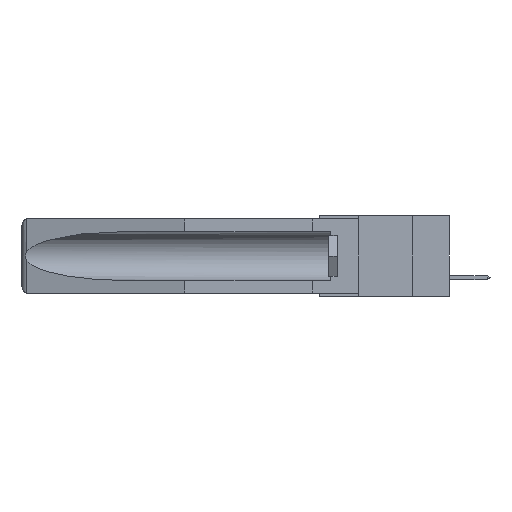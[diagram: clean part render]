
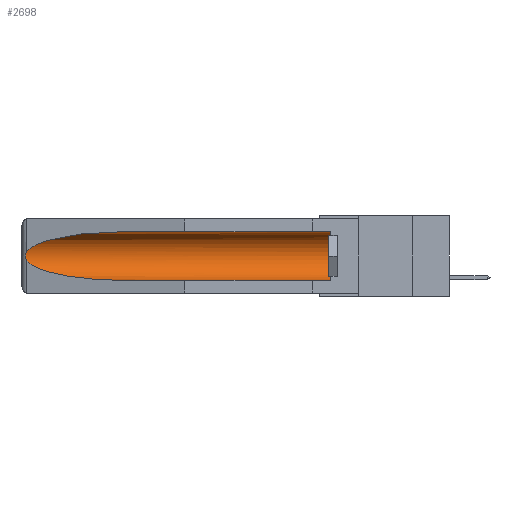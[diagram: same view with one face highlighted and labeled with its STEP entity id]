
A CAD part, left-side view. The second image highlights one B-rep face of the part: STEP entity #2698.
In plain terms, the highlighted cylindrical face has radius 2.857 mm (diameter 5.715 mm), a partial arc.
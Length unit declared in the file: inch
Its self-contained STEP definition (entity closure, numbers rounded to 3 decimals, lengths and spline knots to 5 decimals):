
#59 = CARTESIAN_POINT ( 'NONE',  ( 0.25451, 1.48313, -0.24835 ) ) ;
#73 = LINE ( 'NONE', #8865, #6178 ) ;
#223 = CARTESIAN_POINT ( 'NONE',  ( 0.26537, 1.52718, -0.19328 ) ) ;
#798 = B_SPLINE_CURVE_WITH_KNOTS ( 'NONE', 3,
 ( #7193, #16638, #20213, #14693, #11013, #15013, #1984, #12834, #9089, #5316 ),
 .UNSPECIFIED., .F., .F.,
 ( 4, 2, 2, 2, 4 ),
 ( 0., 0.00029, 0.00058, 0.00087, 0.00117 ),
 .UNSPECIFIED. ) ;
#1984 = CARTESIAN_POINT ( 'NONE',  ( 0.2673, 1.53269, -0.17917 ) ) ;
#2169 = CARTESIAN_POINT ( 'NONE',  ( 0.155, 0.126, -0.284 ) ) ;
#2604 = ORIENTED_EDGE ( 'NONE', *, *, #19078, .T. ) ;
#2698 = ADVANCED_FACE ( 'NONE', ( #21188 ), #4540, .F. ) ;
#3089 = VERTEX_POINT ( 'NONE', #15193 ) ;
#3189 = VERTEX_POINT ( 'NONE', #19719 ) ;
#3957 = CARTESIAN_POINT ( 'NONE',  ( 0.21114, 1.30732, -0.284 ) ) ;
#4540 = CYLINDRICAL_SURFACE ( 'NONE', #19394, 0.1125 ) ;
#5296 = CIRCLE ( 'NONE', #14091, 0.1125 ) ;
#5316 = CARTESIAN_POINT ( 'NONE',  ( 0.26537, 1.52718, -0.19328 ) ) ;
#5506 = CARTESIAN_POINT ( 'NONE',  ( 0.155, 1.07973, -0.284 ) ) ;
#5841 = EDGE_CURVE ( 'NONE', #3089, #23791, #16625, .T. ) ;
#6107 = CARTESIAN_POINT ( 'NONE',  ( 0.155, 1.07973, -0.059 ) ) ;
#6178 = VECTOR ( 'NONE', #23738, 39.37008 ) ;
#6242 = DIRECTION ( 'NONE',  ( 0., -1., 0. ) ) ;
#6776 = VERTEX_POINT ( 'NONE', #2169 ) ;
#7193 = CARTESIAN_POINT ( 'NONE',  ( 0.26537, 1.52718, -0.14972 ) ) ;
#7679 = EDGE_CURVE ( 'NONE', #13030, #20220, #11543, .T. ) ;
#8012 = ORIENTED_EDGE ( 'NONE', *, *, #18891, .F. ) ;
#8140 = CARTESIAN_POINT ( 'NONE',  ( 0.21114, 1.30732, -0.059 ) ) ;
#8844 = CARTESIAN_POINT ( 'NONE',  ( 0.26537, 1.52718, -0.14972 ) ) ;
#8865 = CARTESIAN_POINT ( 'NONE',  ( 0.155, -0.30754, -0.059 ) ) ;
#9089 = CARTESIAN_POINT ( 'NONE',  ( 0.26597, 1.5296, -0.19026 ) ) ;
#9468 = ORIENTED_EDGE ( 'NONE', *, *, #7679, .T. ) ;
#10281 = EDGE_LOOP ( 'NONE', ( #21168, #2604, #9468, #8012, #11280, #15887 ) ) ;
#10466 = DIRECTION ( 'NONE',  ( 0., 1., 0. ) ) ;
#10689 = DIRECTION ( 'NONE',  ( 0., 0., 1. ) ) ;
#11013 = CARTESIAN_POINT ( 'NONE',  ( 0.2675, 1.53308, -0.16763 ) ) ;
#11280 = ORIENTED_EDGE ( 'NONE', *, *, #20868, .T. ) ;
#11543 =( BOUNDED_CURVE ( )  B_SPLINE_CURVE ( 3, ( #223, #59, #3957, #5506 ),
 .UNSPECIFIED., .F., .T. ) 
 B_SPLINE_CURVE_WITH_KNOTS ( ( 4, 4 ),
 ( 0.1948, 1.5708 ),
 .UNSPECIFIED. ) 
 CURVE ( )  GEOMETRIC_REPRESENTATION_ITEM ( )  RATIONAL_B_SPLINE_CURVE ( ( 1., 0.848, 0.848, 1. ) ) 
 REPRESENTATION_ITEM ( '' )  );
#11916 = CARTESIAN_POINT ( 'NONE',  ( 0.155, -0.30754, -0.1715 ) ) ;
#11968 = DIRECTION ( 'NONE',  ( 0., 0., 1. ) ) ;
#12834 = CARTESIAN_POINT ( 'NONE',  ( 0.26655, 1.53094, -0.18657 ) ) ;
#13030 = VERTEX_POINT ( 'NONE', #13039 ) ;
#13039 = CARTESIAN_POINT ( 'NONE',  ( 0.26537, 1.52718, -0.19328 ) ) ;
#13714 = CARTESIAN_POINT ( 'NONE',  ( 0.25451, 1.48313, -0.09465 ) ) ;
#14091 = AXIS2_PLACEMENT_3D ( 'NONE', #23004, #6242, #11968 ) ;
#14693 = CARTESIAN_POINT ( 'NONE',  ( 0.2673, 1.5327, -0.16383 ) ) ;
#14779 = CARTESIAN_POINT ( 'NONE',  ( 0.155, 1.07973, -0.284 ) ) ;
#15013 = CARTESIAN_POINT ( 'NONE',  ( 0.2675, 1.53308, -0.17534 ) ) ;
#15193 = CARTESIAN_POINT ( 'NONE',  ( 0.155, 1.07973, -0.059 ) ) ;
#15887 = ORIENTED_EDGE ( 'NONE', *, *, #22837, .T. ) ;
#16625 =( BOUNDED_CURVE ( )  B_SPLINE_CURVE ( 3, ( #6107, #8140, #13714, #23010 ),
 .UNSPECIFIED., .F., .F. ) 
 B_SPLINE_CURVE_WITH_KNOTS ( ( 4, 4 ),
 ( 4.71239, 6.08839 ),
 .UNSPECIFIED. ) 
 CURVE ( )  GEOMETRIC_REPRESENTATION_ITEM ( )  RATIONAL_B_SPLINE_CURVE ( ( 1., 0.848, 0.848, 1. ) ) 
 REPRESENTATION_ITEM ( '' )  );
#16638 = CARTESIAN_POINT ( 'NONE',  ( 0.26597, 1.52961, -0.15275 ) ) ;
#18891 = EDGE_CURVE ( 'NONE', #6776, #20220, #20271, .T. ) ;
#19078 = EDGE_CURVE ( 'NONE', #23791, #13030, #798, .T. ) ;
#19394 = AXIS2_PLACEMENT_3D ( 'NONE', #11916, #19713, #10689 ) ;
#19486 = CARTESIAN_POINT ( 'NONE',  ( 0.155, -0.30754, -0.284 ) ) ;
#19713 = DIRECTION ( 'NONE',  ( 0., 1., 0. ) ) ;
#19719 = CARTESIAN_POINT ( 'NONE',  ( 0.155, 0.126, -0.059 ) ) ;
#20213 = CARTESIAN_POINT ( 'NONE',  ( 0.26654, 1.53092, -0.15636 ) ) ;
#20220 = VERTEX_POINT ( 'NONE', #14779 ) ;
#20271 = LINE ( 'NONE', #19486, #24033 ) ;
#20868 = EDGE_CURVE ( 'NONE', #6776, #3189, #5296, .T. ) ;
#21168 = ORIENTED_EDGE ( 'NONE', *, *, #5841, .T. ) ;
#21188 = FACE_OUTER_BOUND ( 'NONE', #10281, .T. ) ;
#22837 = EDGE_CURVE ( 'NONE', #3189, #3089, #73, .T. ) ;
#23004 = CARTESIAN_POINT ( 'NONE',  ( 0.155, 0.126, -0.1715 ) ) ;
#23010 = CARTESIAN_POINT ( 'NONE',  ( 0.26537, 1.52718, -0.14972 ) ) ;
#23738 = DIRECTION ( 'NONE',  ( 0., 1., 0. ) ) ;
#23791 = VERTEX_POINT ( 'NONE', #8844 ) ;
#24033 = VECTOR ( 'NONE', #10466, 39.37008 ) ;
